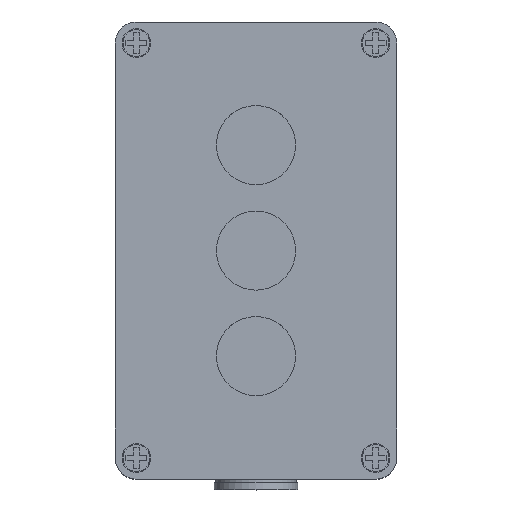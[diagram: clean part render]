
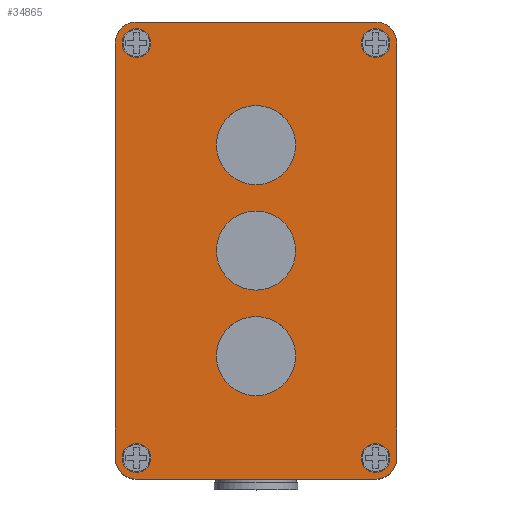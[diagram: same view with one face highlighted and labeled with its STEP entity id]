
A CAD part, top view. The second image highlights one B-rep face of the part: STEP entity #34865.
In plain terms, the highlighted planar face has unit normal (0, 0, 1).
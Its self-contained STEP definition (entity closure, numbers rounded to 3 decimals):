
#33452=CARTESIAN_POINT('',(6.,124.,6.));
#33453=DIRECTION('',(0.,0.,1.));
#33454=DIRECTION('',(0.,1.,0.));
#33455=AXIS2_PLACEMENT_3D('',#33452,#33453,#33454);
#33457=DIRECTION('',(-1.,0.,0.));
#33458=VECTOR('',#33457,68.);
#33459=CARTESIAN_POINT('',(74.,130.,6.));
#33460=LINE('',#33459,#33458);
#33461=CARTESIAN_POINT('',(74.,124.,6.));
#33462=DIRECTION('',(0.,0.,1.));
#33463=DIRECTION('',(1.,0.,0.));
#33464=AXIS2_PLACEMENT_3D('',#33461,#33462,#33463);
#33466=DIRECTION('',(0.,1.,0.));
#33467=VECTOR('',#33466,118.);
#33468=CARTESIAN_POINT('',(80.,6.,6.));
#33469=LINE('',#33468,#33467);
#33470=CARTESIAN_POINT('',(74.,6.,6.));
#33471=DIRECTION('',(0.,0.,1.));
#33472=DIRECTION('',(0.,-1.,0.));
#33473=AXIS2_PLACEMENT_3D('',#33470,#33471,#33472);
#33475=DIRECTION('',(1.,0.,0.));
#33476=VECTOR('',#33475,68.);
#33477=CARTESIAN_POINT('',(6.,0.,6.));
#33478=LINE('',#33477,#33476);
#33479=CARTESIAN_POINT('',(6.,6.,6.));
#33480=DIRECTION('',(0.,0.,1.));
#33481=DIRECTION('',(-1.,0.,0.));
#33482=AXIS2_PLACEMENT_3D('',#33479,#33480,#33481);
#33484=DIRECTION('',(0.,-1.,0.));
#33485=VECTOR('',#33484,118.);
#33486=CARTESIAN_POINT('',(0.,124.,6.));
#33487=LINE('',#33486,#33485);
#33488=CARTESIAN_POINT('',(6.,6.,6.));
#33489=DIRECTION('',(0.,0.,1.));
#33490=DIRECTION('',(1.,0.,0.));
#33491=AXIS2_PLACEMENT_3D('',#33488,#33489,#33490);
#33493=CARTESIAN_POINT('',(6.,6.,6.));
#33494=DIRECTION('',(0.,0.,1.));
#33495=DIRECTION('',(-1.,0.,0.));
#33496=AXIS2_PLACEMENT_3D('',#33493,#33494,#33495);
#33498=CARTESIAN_POINT('',(74.,6.,6.));
#33499=DIRECTION('',(0.,0.,1.));
#33500=DIRECTION('',(1.,0.,0.));
#33501=AXIS2_PLACEMENT_3D('',#33498,#33499,#33500);
#33503=CARTESIAN_POINT('',(74.,6.,6.));
#33504=DIRECTION('',(0.,0.,1.));
#33505=DIRECTION('',(-1.,0.,0.));
#33506=AXIS2_PLACEMENT_3D('',#33503,#33504,#33505);
#33508=CARTESIAN_POINT('',(74.,124.,6.));
#33509=DIRECTION('',(0.,0.,1.));
#33510=DIRECTION('',(1.,0.,0.));
#33511=AXIS2_PLACEMENT_3D('',#33508,#33509,#33510);
#33513=CARTESIAN_POINT('',(74.,124.,6.));
#33514=DIRECTION('',(0.,0.,1.));
#33515=DIRECTION('',(-1.,0.,0.));
#33516=AXIS2_PLACEMENT_3D('',#33513,#33514,#33515);
#33518=CARTESIAN_POINT('',(6.,124.,6.));
#33519=DIRECTION('',(0.,0.,1.));
#33520=DIRECTION('',(1.,0.,0.));
#33521=AXIS2_PLACEMENT_3D('',#33518,#33519,#33520);
#33523=CARTESIAN_POINT('',(6.,124.,6.));
#33524=DIRECTION('',(0.,0.,1.));
#33525=DIRECTION('',(-1.,0.,0.));
#33526=AXIS2_PLACEMENT_3D('',#33523,#33524,#33525);
#33528=CARTESIAN_POINT('',(40.,35.,6.));
#33529=DIRECTION('',(0.,0.,1.));
#33530=DIRECTION('',(1.,0.,0.));
#33531=AXIS2_PLACEMENT_3D('',#33528,#33529,#33530);
#33533=CARTESIAN_POINT('',(40.,35.,6.));
#33534=DIRECTION('',(0.,0.,1.));
#33535=DIRECTION('',(-1.,0.,0.));
#33536=AXIS2_PLACEMENT_3D('',#33533,#33534,#33535);
#33538=CARTESIAN_POINT('',(40.,95.,6.));
#33539=DIRECTION('',(0.,0.,1.));
#33540=DIRECTION('',(1.,0.,0.));
#33541=AXIS2_PLACEMENT_3D('',#33538,#33539,#33540);
#33543=CARTESIAN_POINT('',(40.,95.,6.));
#33544=DIRECTION('',(0.,0.,1.));
#33545=DIRECTION('',(-1.,0.,0.));
#33546=AXIS2_PLACEMENT_3D('',#33543,#33544,#33545);
#33548=CARTESIAN_POINT('',(40.,65.,6.));
#33549=DIRECTION('',(0.,0.,1.));
#33550=DIRECTION('',(1.,0.,0.));
#33551=AXIS2_PLACEMENT_3D('',#33548,#33549,#33550);
#33553=CARTESIAN_POINT('',(40.,65.,6.));
#33554=DIRECTION('',(0.,0.,1.));
#33555=DIRECTION('',(-1.,0.,0.));
#33556=AXIS2_PLACEMENT_3D('',#33553,#33554,#33555);
#34346=CARTESIAN_POINT('',(6.,130.,6.));
#34347=VERTEX_POINT('',#34346);
#34348=CARTESIAN_POINT('',(0.,124.,6.));
#34349=VERTEX_POINT('',#34348);
#34354=CARTESIAN_POINT('',(80.,124.,6.));
#34355=VERTEX_POINT('',#34354);
#34356=CARTESIAN_POINT('',(74.,130.,6.));
#34357=VERTEX_POINT('',#34356);
#34362=CARTESIAN_POINT('',(0.,6.,6.));
#34363=VERTEX_POINT('',#34362);
#34364=CARTESIAN_POINT('',(6.,0.,6.));
#34365=VERTEX_POINT('',#34364);
#34370=CARTESIAN_POINT('',(74.,0.,6.));
#34371=VERTEX_POINT('',#34370);
#34372=CARTESIAN_POINT('',(80.,6.,6.));
#34373=VERTEX_POINT('',#34372);
#34390=CARTESIAN_POINT('',(10.1,6.,6.));
#34391=CARTESIAN_POINT('',(1.9,6.,6.));
#34392=VERTEX_POINT('',#34390);
#34393=VERTEX_POINT('',#34391);
#34394=CARTESIAN_POINT('',(78.1,6.,6.));
#34395=CARTESIAN_POINT('',(69.9,6.,6.));
#34396=VERTEX_POINT('',#34394);
#34397=VERTEX_POINT('',#34395);
#34398=CARTESIAN_POINT('',(78.1,124.,6.));
#34399=CARTESIAN_POINT('',(69.9,124.,6.));
#34400=VERTEX_POINT('',#34398);
#34401=VERTEX_POINT('',#34399);
#34402=CARTESIAN_POINT('',(10.1,124.,6.));
#34403=CARTESIAN_POINT('',(1.9,124.,6.));
#34404=VERTEX_POINT('',#34402);
#34405=VERTEX_POINT('',#34403);
#34438=CARTESIAN_POINT('',(51.25,35.,6.));
#34439=CARTESIAN_POINT('',(28.75,35.,6.));
#34440=VERTEX_POINT('',#34438);
#34441=VERTEX_POINT('',#34439);
#34642=CARTESIAN_POINT('',(51.25,95.,6.));
#34643=CARTESIAN_POINT('',(28.75,95.,6.));
#34644=VERTEX_POINT('',#34642);
#34645=VERTEX_POINT('',#34643);
#34650=CARTESIAN_POINT('',(51.25,65.,6.));
#34651=CARTESIAN_POINT('',(28.75,65.,6.));
#34652=VERTEX_POINT('',#34650);
#34653=VERTEX_POINT('',#34651);
#34808=CARTESIAN_POINT('',(0.,0.,6.));
#34809=DIRECTION('',(0.,0.,1.));
#34810=DIRECTION('',(1.,0.,0.));
#34811=AXIS2_PLACEMENT_3D('',#34808,#34809,#34810);
#34812=PLANE('',#34811);
#34813=ORIENTED_EDGE('',*,*,#34704,.F.);
#34814=ORIENTED_EDGE('',*,*,#34720,.F.);
#34815=ORIENTED_EDGE('',*,*,#34733,.F.);
#34816=ORIENTED_EDGE('',*,*,#34748,.F.);
#34817=ORIENTED_EDGE('',*,*,#34761,.F.);
#34818=ORIENTED_EDGE('',*,*,#34774,.F.);
#34819=ORIENTED_EDGE('',*,*,#34789,.F.);
#34820=ORIENTED_EDGE('',*,*,#34801,.F.);
#34821=EDGE_LOOP('',(#34813,#34814,#34815,#34816,#34817,#34818,#34819,#34820));
#34822=FACE_OUTER_BOUND('',#34821,.F.);
#34824=ORIENTED_EDGE('',*,*,#34823,.T.);
#34826=ORIENTED_EDGE('',*,*,#34825,.T.);
#34827=EDGE_LOOP('',(#34824,#34826));
#34828=FACE_BOUND('',#34827,.F.);
#34830=ORIENTED_EDGE('',*,*,#34829,.T.);
#34832=ORIENTED_EDGE('',*,*,#34831,.T.);
#34833=EDGE_LOOP('',(#34830,#34832));
#34834=FACE_BOUND('',#34833,.F.);
#34836=ORIENTED_EDGE('',*,*,#34835,.T.);
#34838=ORIENTED_EDGE('',*,*,#34837,.T.);
#34839=EDGE_LOOP('',(#34836,#34838));
#34840=FACE_BOUND('',#34839,.F.);
#34842=ORIENTED_EDGE('',*,*,#34841,.T.);
#34844=ORIENTED_EDGE('',*,*,#34843,.T.);
#34845=EDGE_LOOP('',(#34842,#34844));
#34846=FACE_BOUND('',#34845,.F.);
#34848=ORIENTED_EDGE('',*,*,#34847,.T.);
#34850=ORIENTED_EDGE('',*,*,#34849,.T.);
#34851=EDGE_LOOP('',(#34848,#34850));
#34852=FACE_BOUND('',#34851,.F.);
#34854=ORIENTED_EDGE('',*,*,#34853,.T.);
#34856=ORIENTED_EDGE('',*,*,#34855,.T.);
#34857=EDGE_LOOP('',(#34854,#34856));
#34858=FACE_BOUND('',#34857,.F.);
#34860=ORIENTED_EDGE('',*,*,#34859,.T.);
#34862=ORIENTED_EDGE('',*,*,#34861,.T.);
#34863=EDGE_LOOP('',(#34860,#34862));
#34864=FACE_BOUND('',#34863,.F.);
#33456=CIRCLE('',#33455,6.);
#33465=CIRCLE('',#33464,6.);
#33474=CIRCLE('',#33473,6.);
#33483=CIRCLE('',#33482,6.);
#33492=CIRCLE('',#33491,4.1);
#33497=CIRCLE('',#33496,4.1);
#33502=CIRCLE('',#33501,4.1);
#33507=CIRCLE('',#33506,4.1);
#33512=CIRCLE('',#33511,4.1);
#33517=CIRCLE('',#33516,4.1);
#33522=CIRCLE('',#33521,4.1);
#33527=CIRCLE('',#33526,4.1);
#33532=CIRCLE('',#33531,11.25);
#33537=CIRCLE('',#33536,11.25);
#33542=CIRCLE('',#33541,11.25);
#33547=CIRCLE('',#33546,11.25);
#33552=CIRCLE('',#33551,11.25);
#33557=CIRCLE('',#33556,11.25);
#34704=EDGE_CURVE('',#34347,#34349,#33456,.T.);
#34720=EDGE_CURVE('',#34357,#34347,#33460,.T.);
#34733=EDGE_CURVE('',#34355,#34357,#33465,.T.);
#34748=EDGE_CURVE('',#34373,#34355,#33469,.T.);
#34761=EDGE_CURVE('',#34371,#34373,#33474,.T.);
#34774=EDGE_CURVE('',#34365,#34371,#33478,.T.);
#34789=EDGE_CURVE('',#34363,#34365,#33483,.T.);
#34801=EDGE_CURVE('',#34349,#34363,#33487,.T.);
#34823=EDGE_CURVE('',#34392,#34393,#33492,.T.);
#34825=EDGE_CURVE('',#34393,#34392,#33497,.T.);
#34829=EDGE_CURVE('',#34396,#34397,#33502,.T.);
#34831=EDGE_CURVE('',#34397,#34396,#33507,.T.);
#34835=EDGE_CURVE('',#34400,#34401,#33512,.T.);
#34837=EDGE_CURVE('',#34401,#34400,#33517,.T.);
#34841=EDGE_CURVE('',#34404,#34405,#33522,.T.);
#34843=EDGE_CURVE('',#34405,#34404,#33527,.T.);
#34847=EDGE_CURVE('',#34440,#34441,#33532,.T.);
#34849=EDGE_CURVE('',#34441,#34440,#33537,.T.);
#34853=EDGE_CURVE('',#34644,#34645,#33542,.T.);
#34855=EDGE_CURVE('',#34645,#34644,#33547,.T.);
#34859=EDGE_CURVE('',#34652,#34653,#33552,.T.);
#34861=EDGE_CURVE('',#34653,#34652,#33557,.T.);
#34865=ADVANCED_FACE('',(#34822,#34828,#34834,#34840,#34846,#34852,#34858,
#34864),#34812,.T.);
